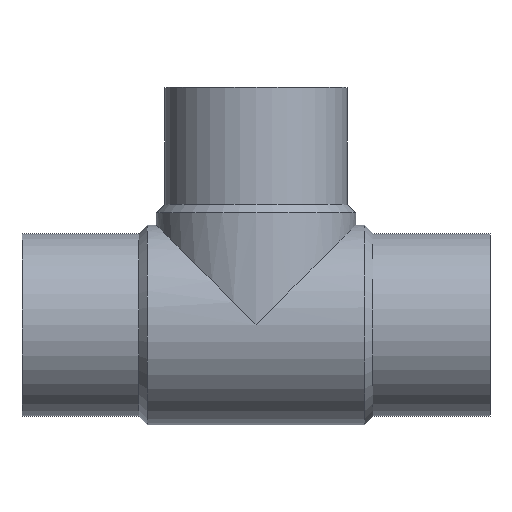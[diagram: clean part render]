
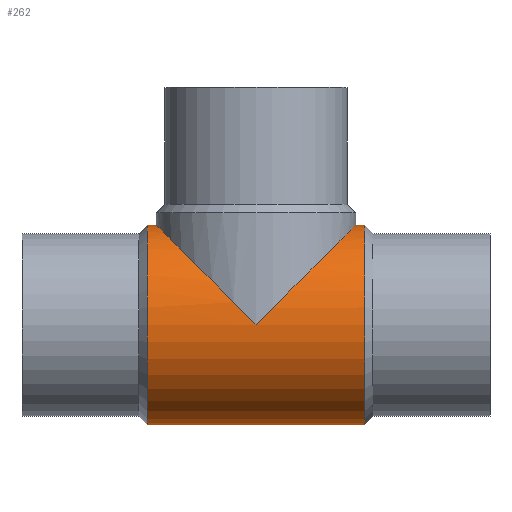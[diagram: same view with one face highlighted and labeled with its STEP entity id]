
A CAD part, top view. The second image highlights one B-rep face of the part: STEP entity #262.
In plain terms, the highlighted cylindrical face has radius 87.3 mm (diameter 174.6 mm), a partial arc.
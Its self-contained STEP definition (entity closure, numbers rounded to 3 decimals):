
#150 = VERTEX_POINT( '', #392 );
#174 = EDGE_CURVE( '', #302, #232, #419, .T. );
#184 = EDGE_CURVE( '', #226, #150, #429, .T. );
#192 = EDGE_CURVE( '', #336, #318, #437, .T. );
#202 = EDGE_CURVE( '', #232, #300, #448, .T. );
#214 = EDGE_CURVE( '', #150, #318, #462, .T. );
#226 = VERTEX_POINT( '', #474 );
#232 = VERTEX_POINT( '', #480 );
#236 = EDGE_CURVE( '', #300, #226, #484, .T. );
#262 = ADVANCED_FACE( '', ( #514 ), #515, .T. );
#300 = VERTEX_POINT( '', #557 );
#302 = VERTEX_POINT( '', #559 );
#318 = VERTEX_POINT( '', #578 );
#336 = VERTEX_POINT( '', #598 );
#352 = EDGE_CURVE( '', #336, #302, #617, .T. );
#392 = CARTESIAN_POINT( '', ( -292.3, 87.3, 0. ) );
#419 = CIRCLE( '', #693, 87.3 );
#429 = ELLIPSE( '', #709, 123.461, 87.3 );
#437 = CIRCLE( '', #718, 87.3 );
#448 = LINE( '', #734, #735 );
#462 = LINE( '', #752, #753 );
#474 = CARTESIAN_POINT( '', ( -205., 0., 87.3 ) );
#480 = CARTESIAN_POINT( '', ( -109.8, 87.3, 0. ) );
#484 = ELLIPSE( '', #783, 123.461, 87.3 );
#514 = FACE_OUTER_BOUND( '', #819, .T. );
#515 = CYLINDRICAL_SURFACE( '', #820, 87.3 );
#557 = CARTESIAN_POINT( '', ( -117.7, 87.3, 0. ) );
#559 = CARTESIAN_POINT( '', ( -109.8, -87.3, 0. ) );
#578 = CARTESIAN_POINT( '', ( -300.2, 87.3, 0. ) );
#598 = CARTESIAN_POINT( '', ( -300.2, -87.3, 0. ) );
#617 = LINE( '', #948, #949 );
#693 = AXIS2_PLACEMENT_3D( '', #1014, #1015, #1016 );
#709 = AXIS2_PLACEMENT_3D( '', #1022, #1023, #1024 );
#718 = AXIS2_PLACEMENT_3D( '', #1025, #1026, #1027 );
#734 = CARTESIAN_POINT( '', ( -205., 87.3, 0. ) );
#735 = VECTOR( '', #1043, 1. );
#752 = CARTESIAN_POINT( '', ( -205., 87.3, 0. ) );
#753 = VECTOR( '', #1066, 1. );
#783 = AXIS2_PLACEMENT_3D( '', #1078, #1079, #1080 );
#819 = EDGE_LOOP( '', ( #1119, #1120, #1121, #1122, #1123, #1124, #1125 ) );
#820 = AXIS2_PLACEMENT_3D( '', #1126, #1127, #1128 );
#948 = CARTESIAN_POINT( '', ( -205., -87.3, 0. ) );
#949 = VECTOR( '', #1269, 1. );
#1014 = CARTESIAN_POINT( '', ( -109.8, 0., 0. ) );
#1015 = DIRECTION( '', ( -1., 0., 0. ) );
#1016 = DIRECTION( '', ( 0., 1., 0. ) );
#1022 = CARTESIAN_POINT( '', ( -205., 0., 0. ) );
#1023 = DIRECTION( '', ( -0.707, -0.707, 0. ) );
#1024 = DIRECTION( '', ( 0.707, -0.707, 0. ) );
#1025 = CARTESIAN_POINT( '', ( -300.2, 0., 0. ) );
#1026 = DIRECTION( '', ( -1., 0., 0. ) );
#1027 = DIRECTION( '', ( 0., 1., 0. ) );
#1043 = DIRECTION( '', ( -1., 0., 0. ) );
#1066 = DIRECTION( '', ( -1., 0., 0. ) );
#1078 = CARTESIAN_POINT( '', ( -205., 0., 0. ) );
#1079 = DIRECTION( '', ( 0.707, -0.707, 0. ) );
#1080 = DIRECTION( '', ( 0.707, 0.707, 0. ) );
#1119 = ORIENTED_EDGE( '', *, *, #202, .T. );
#1120 = ORIENTED_EDGE( '', *, *, #236, .T. );
#1121 = ORIENTED_EDGE( '', *, *, #184, .T. );
#1122 = ORIENTED_EDGE( '', *, *, #214, .T. );
#1123 = ORIENTED_EDGE( '', *, *, #192, .F. );
#1124 = ORIENTED_EDGE( '', *, *, #352, .T. );
#1125 = ORIENTED_EDGE( '', *, *, #174, .T. );
#1126 = CARTESIAN_POINT( '', ( -205., 0., 0. ) );
#1127 = DIRECTION( '', ( 1., 0., 0. ) );
#1128 = DIRECTION( '', ( 0., 1., 0. ) );
#1269 = DIRECTION( '', ( 1., 0., 0. ) );
